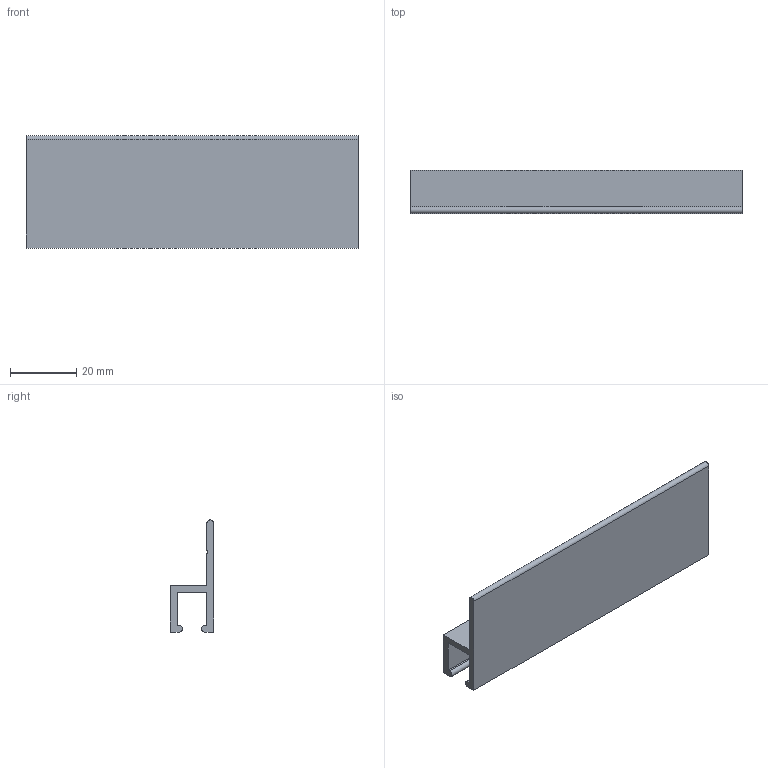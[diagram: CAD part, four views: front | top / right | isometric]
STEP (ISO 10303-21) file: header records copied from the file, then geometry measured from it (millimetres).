
FILE_DESCRIPTION (( 'STEP AP214' ), '1' );
FILE_NAME ('05428-Brush Strip Holder H Large Aluminium 34mm.STEP', '2018-12-03T02:58:00', ( '' ), ( '' ), 'SwSTEP 2.0', 'SolidWorks 2018', '' );
FILE_SCHEMA (( 'AUTOMOTIVE_DESIGN' ));
Length unit declared in the file: millimetre
Products named in the file (2): 05428-Brush Strip Holder H Large Aluminium 34mm
Bounding box: 100 x 13 x 33.8 mm (x, y, z)
Volume: 11863.2 mm3; surface area: 12479.5 mm2
Topology: 1 solids, 1 shells, 285 faces, 768 edges, 512 vertices
Faces by surface type: plane 173, bspline 108, cylinder 4
Entity records: 15015 total; most frequent: CARTESIAN_POINT 8539, ORIENTED_EDGE 1536, DIRECTION 918, EDGE_CURVE 768, LINE 544, VECTOR 544, VERTEX_POINT 512, EDGE_LOOP 312
